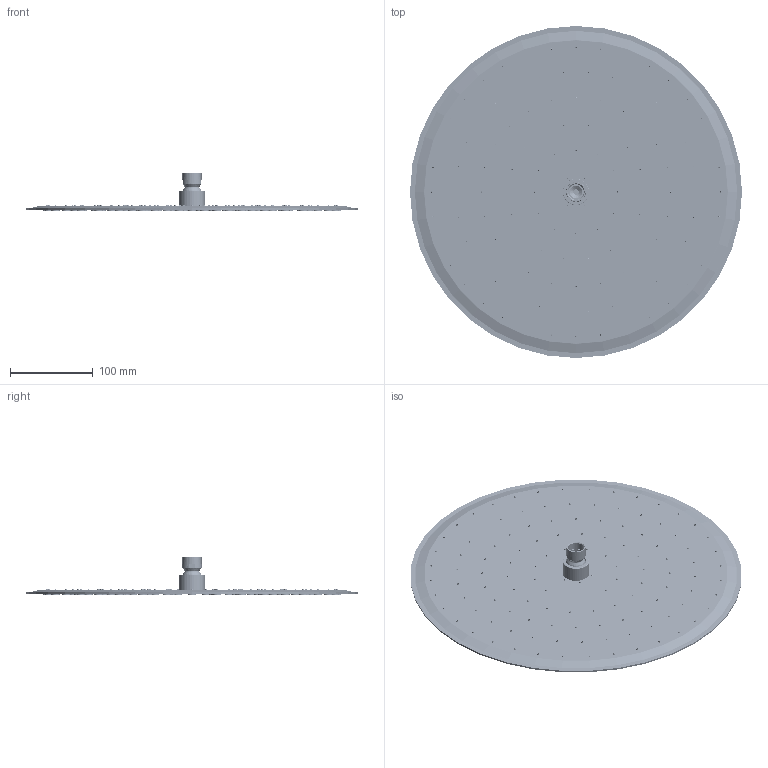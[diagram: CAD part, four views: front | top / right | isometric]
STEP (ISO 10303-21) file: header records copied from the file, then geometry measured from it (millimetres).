
FILE_DESCRIPTION((''),'2;1');
FILE_NAME('ZSOF103CR','2021-05-05T11:22:30',('ut3'),('PAFFONI SpA'),'CREO PARAMETRIC BY PTC INC, 2020044','CREO PARAMETRIC BY PTC INC, 2020044','');
FILE_SCHEMA(('CONFIG_CONTROL_DESIGN','SHAPE_APPEARANCE_LAYERS_GROUPS'));
Products named in the file (1): ZSOF103CR
Bounding box: 400 x 400 x 45.3 mm (x, y, z)
Volume: 280732.9 mm3; surface area: 509924 mm2
Topology: 1 solids, 1 shells, 4492 faces, 9246 edges, 5397 vertices
Faces by surface type: torus 2285, cylinder 1288, plane 647, cone 268, sphere 4
Entity records: 123383 total; most frequent: DIRECTION 25906, CARTESIAN_POINT 19203, ORIENTED_EDGE 18492, AXIS2_PLACEMENT_3D 12172, EDGE_CURVE 9246, CIRCLE 7680, VERTEX_POINT 5397, EDGE_LOOP 5385
